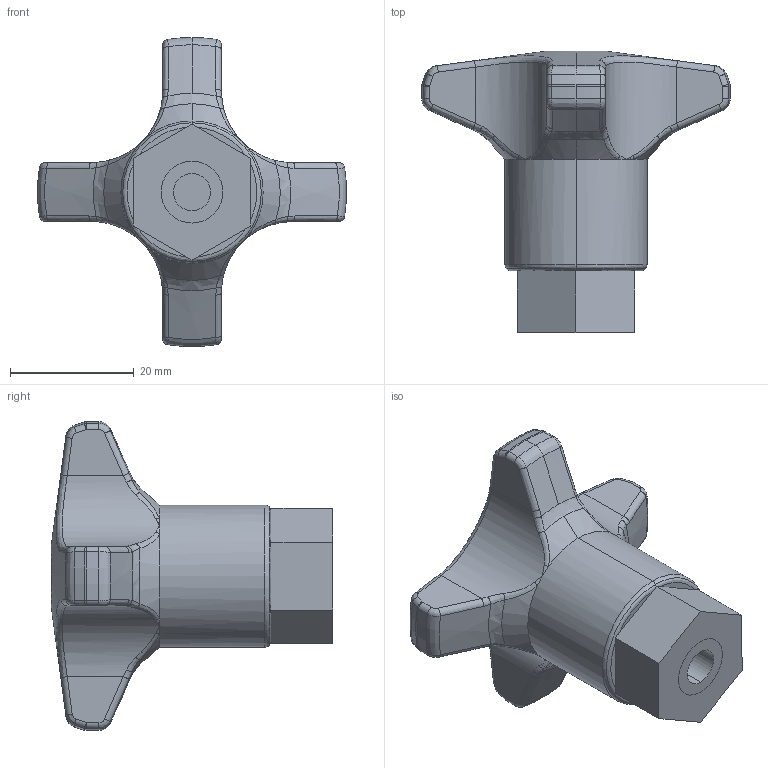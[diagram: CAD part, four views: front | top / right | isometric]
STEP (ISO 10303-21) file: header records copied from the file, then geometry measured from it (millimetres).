
FILE_DESCRIPTION (( 'STEP AP214' ), '1' );
FILE_NAME ('Rexnord-S0182-649961N.STEP', '2023-08-01T12:26:56', ( '' ), ( '' ), 'SwSTEP 2.0', 'SolidWorks 2022', '' );
FILE_SCHEMA (( 'AUTOMOTIVE_DESIGN' ));
Length unit declared in the file: millimetre
Products named in the file (2): Rexnord-S0182-649961N_649961N; Rexnord-S0182-649961N
Assembly tree (1 placements, depth 2):
  Rexnord-S0182-649961N
    Rexnord-S0182-649961N_649961N
Bounding box: 49.93 x 45.5 x 49.97 mm (x, y, z)
Surface area: 8127.3 mm2 (no closed solid volume)
Topology: 0 solids, 3 shells, 177 faces, 443 edges, 254 vertices
Faces by surface type: bspline 100, cylinder 41, plane 19, cone 17
Entity records: 13074 total; most frequent: CARTESIAN_POINT 7970, ORIENTED_EDGE 826, EDGE_CURVE 418, DIRECTION 390, B_SPLINE_CURVE_WITH_KNOTS 261, VERTEX_POINT 250, EDGE_LOOP 177, UNCERTAINTY_MEASURE_WITH_UNIT 174
